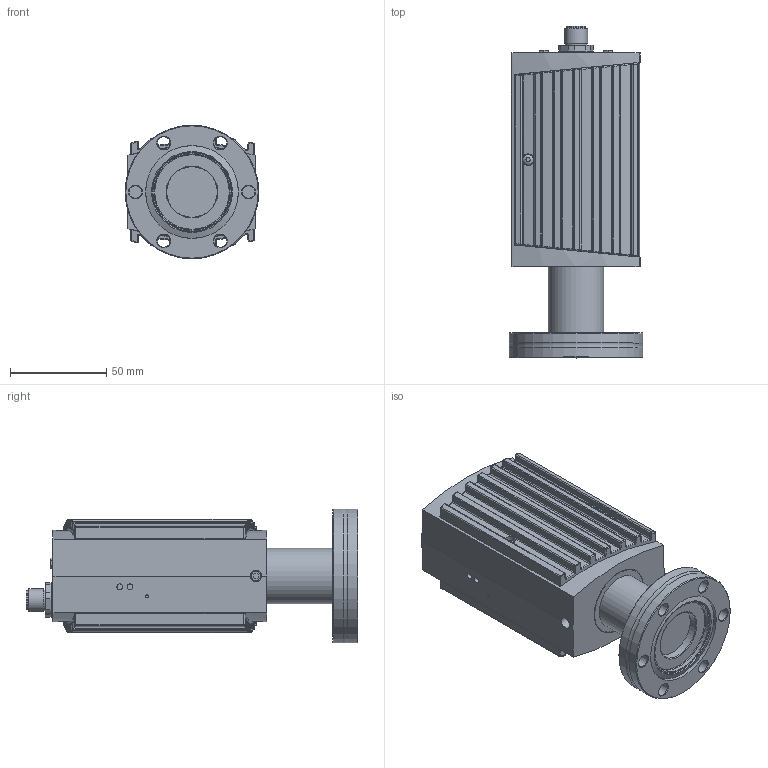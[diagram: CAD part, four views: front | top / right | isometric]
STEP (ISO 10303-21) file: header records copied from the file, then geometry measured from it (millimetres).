
FILE_DESCRIPTION((''),'2;1');
FILE_NAME('M353-508.stp','2013-04-04T10:30:23',('GELH'),(''),'Autodesk Inventor 2012','Autodesk Inventor 2012','');
FILE_SCHEMA(('AUTOMOTIVE_DESIGN { 1 0 10303 214 1 1 1 1 }'));
Length unit declared in the file: millimetre
Products named in the file (1): M353-508
Bounding box: 69.5 x 172.4 x 69.5 mm (x, y, z)
Volume: 153295.5 mm3; surface area: 99978.1 mm2
Topology: 4 solids, 4 shells, 813 faces, 2106 edges, 1325 vertices
Faces by surface type: plane 348, cylinder 272, bspline 100, sphere 58, cone 24, torus 11
Full cylindrical faces by diameter (mm): 0.8 x5, 1.5 x1, 2.3 x2, 2.4 x2, 2.8 x2, 3 x6, 3.2 x6, 4 x1, 4.2 x3, 4.8 x1, 5.6 x2, 6 x3, 6.6 x6, 8 x1, 10.2 x1, 11 x1, 12 x1, 14 x1, 15 x1, 24.8 x1, 25 x1, 25.6 x1, 26 x1, 26.2 x1, 28.7 x1, 29 x1, 31.95 x2, 32 x1, 39.5 x1, 40 x1
Entity records: 32359 total; most frequent: CARTESIAN_POINT 12517, DIRECTION 4299, ORIENTED_EDGE 3956, EDGE_CURVE 1978, AXIS2_PLACEMENT_3D 1657, VERTEX_POINT 1299, EDGE_LOOP 1003, VECTOR 985
